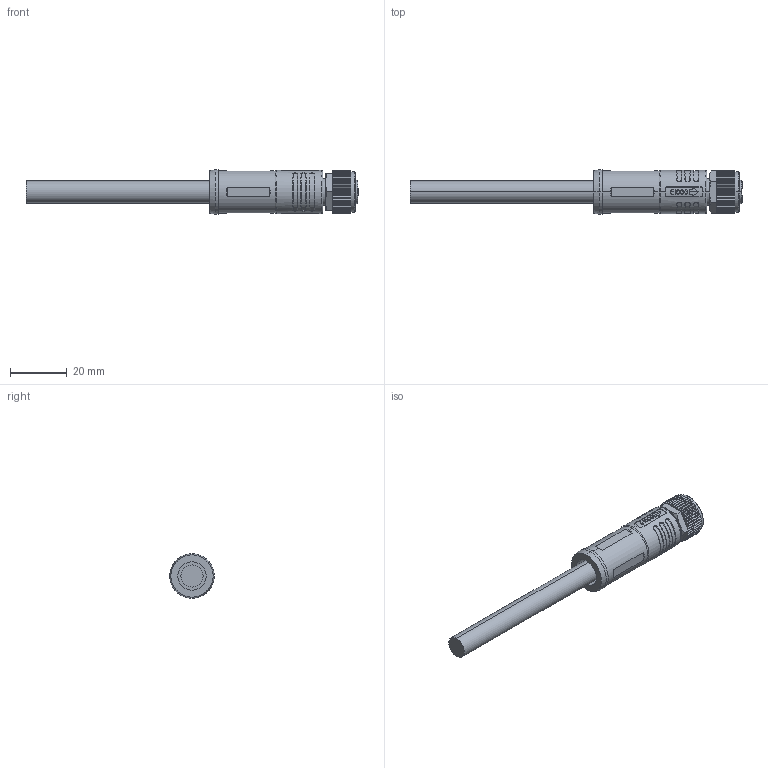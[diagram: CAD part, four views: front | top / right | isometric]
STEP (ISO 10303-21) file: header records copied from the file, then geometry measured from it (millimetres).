
FILE_DESCRIPTION (( 'STEP AP214' ), '1' );
FILE_NAME ('TRGT405-U6B-1M_3D.step', '2024-11-11T16:31:36', ( '' ), ( '' ), 'SwSTEP 2.0', 'SolidWorks 2022', '' );
FILE_SCHEMA (( 'AUTOMOTIVE_DESIGN' ));
Length unit declared in the file: inch
Products named in the file (1): TRGT405-U6B-1M_3D
Bounding box: 117.5 x 15.8 x 15.8 mm (x, y, z)
Volume: 11048.3 mm3; surface area: 6786.6 mm2
Topology: 2 solids, 2 shells, 485 faces, 1334 edges, 882 vertices
Faces by surface type: plane 215, cylinder 161, bspline 62, cone 47
Entity records: 22414 total; most frequent: CARTESIAN_POINT 11387, ORIENTED_EDGE 2668, DIRECTION 1736, EDGE_CURVE 1334, VERTEX_POINT 882, AXIS2_PLACEMENT_3D 644, B_SPLINE_CURVE_WITH_KNOTS 626, EDGE_LOOP 516
